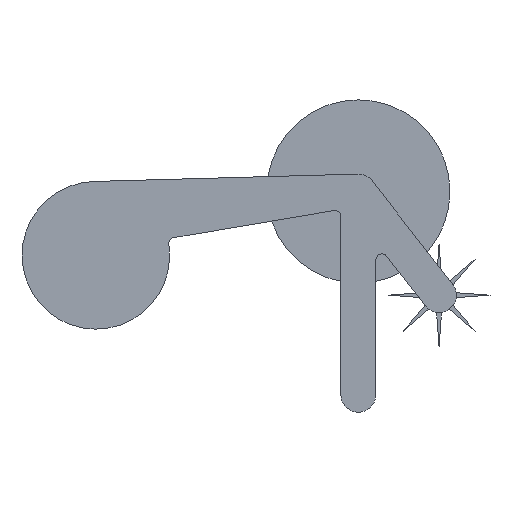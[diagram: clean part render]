
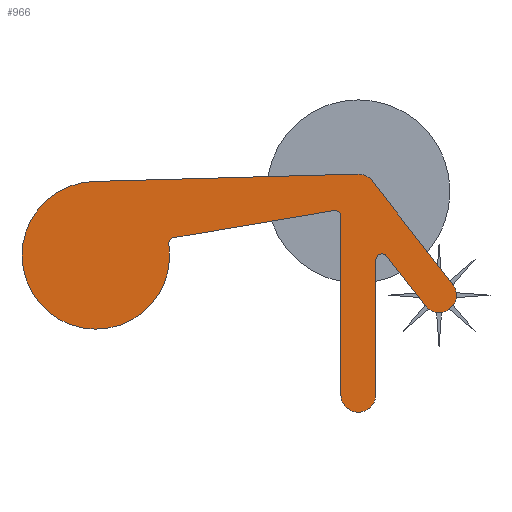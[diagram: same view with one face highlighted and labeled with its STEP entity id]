
A CAD part, left-side view. The second image highlights one B-rep face of the part: STEP entity #966.
In plain terms, the highlighted planar face has unit normal (-1, 0, 0).
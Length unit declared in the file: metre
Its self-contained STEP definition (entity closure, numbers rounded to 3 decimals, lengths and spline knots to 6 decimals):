
#125=CIRCLE('',#1098,0.021724);
#127=CIRCLE('',#1102,0.021724);
#129=CIRCLE('',#1107,0.021724);
#131=CIRCLE('',#1112,0.092075);
#132=CIRCLE('',#1115,0.00762);
#133=CIRCLE('',#1116,0.00762);
#134=CIRCLE('',#1117,0.00762);
#358=ORIENTED_EDGE('',*,*,#484,.F.);
#359=ORIENTED_EDGE('',*,*,#514,.F.);
#360=ORIENTED_EDGE('',*,*,#511,.F.);
#361=ORIENTED_EDGE('',*,*,#515,.T.);
#362=ORIENTED_EDGE('',*,*,#505,.F.);
#363=ORIENTED_EDGE('',*,*,#516,.T.);
#364=ORIENTED_EDGE('',*,*,#502,.T.);
#365=ORIENTED_EDGE('',*,*,#500,.T.);
#366=ORIENTED_EDGE('',*,*,#497,.F.);
#367=ORIENTED_EDGE('',*,*,#517,.T.);
#368=ORIENTED_EDGE('',*,*,#492,.T.);
#369=ORIENTED_EDGE('',*,*,#490,.T.);
#370=ORIENTED_EDGE('',*,*,#487,.F.);
#484=EDGE_CURVE('',#581,#582,#125,.T.);
#487=EDGE_CURVE('',#582,#584,#668,.T.);
#490=EDGE_CURVE('',#586,#584,#127,.T.);
#492=EDGE_CURVE('',#587,#586,#671,.T.);
#497=EDGE_CURVE('',#591,#592,#676,.T.);
#500=EDGE_CURVE('',#594,#592,#129,.T.);
#502=EDGE_CURVE('',#595,#594,#679,.T.);
#505=EDGE_CURVE('',#597,#598,#682,.T.);
#511=EDGE_CURVE('',#603,#604,#131,.T.);
#514=EDGE_CURVE('',#604,#581,#689,.T.);
#515=EDGE_CURVE('',#603,#598,#132,.T.);
#516=EDGE_CURVE('',#597,#595,#133,.T.);
#517=EDGE_CURVE('',#591,#587,#134,.T.);
#581=VERTEX_POINT('',#1631);
#582=VERTEX_POINT('',#1633);
#584=VERTEX_POINT('',#1639);
#586=VERTEX_POINT('',#1645);
#587=VERTEX_POINT('',#1649);
#591=VERTEX_POINT('',#1658);
#592=VERTEX_POINT('',#1660);
#594=VERTEX_POINT('',#1666);
#595=VERTEX_POINT('',#1670);
#597=VERTEX_POINT('',#1676);
#598=VERTEX_POINT('',#1677);
#603=VERTEX_POINT('',#1688);
#604=VERTEX_POINT('',#1690);
#668=LINE('',#1638,#749);
#671=LINE('',#1648,#752);
#676=LINE('',#1659,#757);
#679=LINE('',#1669,#760);
#682=LINE('',#1675,#763);
#689=LINE('',#1694,#770);
#749=VECTOR('',#1333,1.);
#752=VECTOR('',#1344,1.);
#757=VECTOR('',#1351,1.);
#760=VECTOR('',#1362,1.);
#763=VECTOR('',#1367,1.);
#770=VECTOR('',#1382,1.);
#819=EDGE_LOOP('',(#358,#359,#360,#361,#362,#363,#364,#365,#366,#367,#368,
#369,#370));
#880=FACE_BOUND('',#819,.T.);
#919=PLANE('',#1114);
#966=ADVANCED_FACE('',(#880),#919,.F.);
#1098=AXIS2_PLACEMENT_3D('',#1632,#1327,#1328);
#1102=AXIS2_PLACEMENT_3D('',#1644,#1339,#1340);
#1107=AXIS2_PLACEMENT_3D('',#1665,#1357,#1358);
#1112=AXIS2_PLACEMENT_3D('',#1689,#1376,#1377);
#1114=AXIS2_PLACEMENT_3D('',#1695,#1383,#1384);
#1115=AXIS2_PLACEMENT_3D('',#1696,#1385,#1386);
#1116=AXIS2_PLACEMENT_3D('',#1697,#1387,#1388);
#1117=AXIS2_PLACEMENT_3D('',#1698,#1389,#1390);
#1327=DIRECTION('',(1.,0.,0.));
#1328=DIRECTION('',(0.,0.,-1.));
#1333=DIRECTION('',(0.,-0.615,-0.789));
#1339=DIRECTION('',(-1.,0.,0.));
#1340=DIRECTION('',(0.,0.,-1.));
#1344=DIRECTION('',(0.,-0.615,-0.789));
#1351=DIRECTION('',(0.,0.,-1.));
#1357=DIRECTION('',(-1.,0.,0.));
#1358=DIRECTION('',(0.,0.,-1.));
#1362=DIRECTION('',(0.,0.,-1.));
#1367=DIRECTION('',(0.,0.986,-0.167));
#1376=DIRECTION('',(1.,0.,0.));
#1377=DIRECTION('',(0.,0.,-1.));
#1382=DIRECTION('',(0.,-1.,0.028));
#1383=DIRECTION('',(1.,0.,0.));
#1384=DIRECTION('',(0.,1.,0.));
#1385=DIRECTION('',(1.,0.,0.));
#1386=DIRECTION('',(0.,0.,-1.));
#1387=DIRECTION('',(1.,0.,0.));
#1388=DIRECTION('',(0.,0.,-1.));
#1389=DIRECTION('',(1.,0.,0.));
#1390=DIRECTION('',(0.,0.,-1.));
#1631=CARTESIAN_POINT('',(0.22225,-0.555181,0.296828));
#1632=CARTESIAN_POINT('',(0.22225,-0.555789,0.275113));
#1633=CARTESIAN_POINT('',(0.22225,-0.572925,0.288464));
#1638=CARTESIAN_POINT('',(0.22225,-0.623271,0.223848));
#1639=CARTESIAN_POINT('',(0.22225,-0.673617,0.159231));
#1644=CARTESIAN_POINT('',(0.22225,-0.656481,0.145879));
#1645=CARTESIAN_POINT('',(0.22225,-0.639345,0.132528));
#1648=CARTESIAN_POINT('',(0.22225,-0.608429,0.172207));
#1649=CARTESIAN_POINT('',(0.22225,-0.591143,0.194392));
#1658=CARTESIAN_POINT('',(0.22225,-0.577512,0.189709));
#1659=CARTESIAN_POINT('',(0.22225,-0.577512,0.116805));
#1660=CARTESIAN_POINT('',(0.22225,-0.577512,0.021724));
#1665=CARTESIAN_POINT('',(0.22225,-0.555789,0.021724));
#1666=CARTESIAN_POINT('',(0.22225,-0.534065,0.021724));
#1669=CARTESIAN_POINT('',(0.22225,-0.534065,0.137257));
#1670=CARTESIAN_POINT('',(0.22225,-0.534065,0.243773));
#1675=CARTESIAN_POINT('',(0.22225,-0.426191,0.234539));
#1676=CARTESIAN_POINT('',(0.22225,-0.525174,0.251286));
#1677=CARTESIAN_POINT('',(0.22225,-0.325965,0.217583));
#1688=CARTESIAN_POINT('',(0.22225,-0.319697,0.208962));
#1689=CARTESIAN_POINT('',(0.22225,-0.2286,0.19558));
#1690=CARTESIAN_POINT('',(0.22225,-0.226025,0.287619));
#1694=CARTESIAN_POINT('',(0.22225,-0.390603,0.292223));
#1695=CARTESIAN_POINT('',(0.22225,-0.407365,0.148418));
#1696=CARTESIAN_POINT('',(0.22225,-0.327236,0.21007));
#1697=CARTESIAN_POINT('',(0.22225,-0.526445,0.243773));
#1698=CARTESIAN_POINT('',(0.22225,-0.585132,0.189709));
